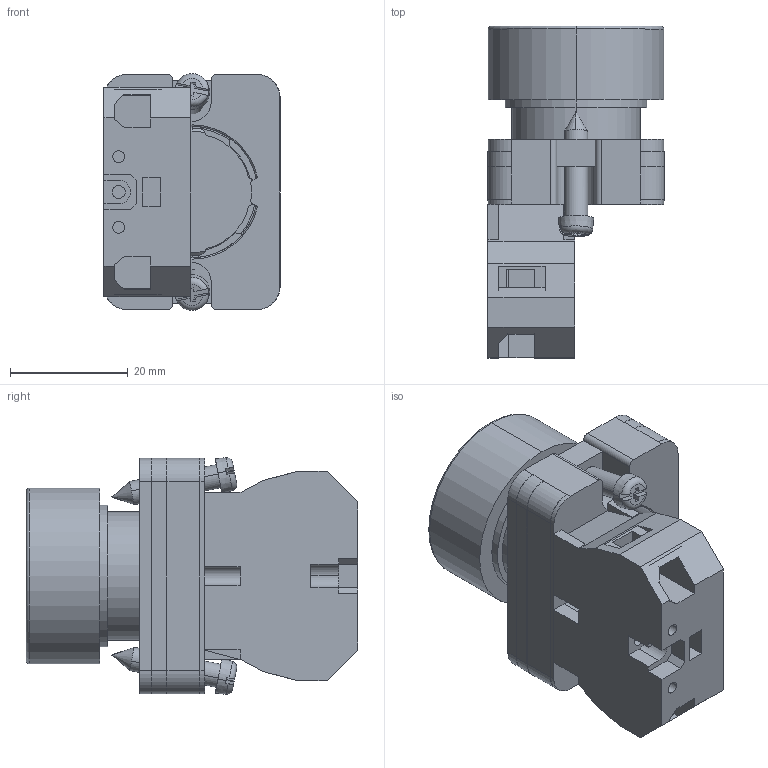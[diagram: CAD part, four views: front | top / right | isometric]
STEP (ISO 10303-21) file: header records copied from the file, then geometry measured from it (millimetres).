
FILE_DESCRIPTION (( 'STEP AP214' ), '1' );
FILE_NAME ('GCX3106.step', '2016-06-20T21:06:01', ( '' ), ( '' ), 'SwSTEP 2.0', 'SolidWorks 2016', '' );
FILE_SCHEMA (( 'AUTOMOTIVE_DESIGN' ));
Length unit declared in the file: inch
Products named in the file (4): GCX3106 OPERATOR; ecx1030; ECX3029-2; GCX3106
Assembly tree (3 placements, depth 2):
  GCX3106
    ECX3029-2
    ecx1030
    GCX3106 OPERATOR
Bounding box: 29.91 x 56.3 x 40.16 mm (x, y, z)
Volume: 28524.7 mm3; surface area: 17512.5 mm2
Topology: 6 solids, 6 shells, 387 faces, 1056 edges, 698 vertices
Faces by surface type: plane 224, cylinder 136, cone 15, torus 12
Entity records: 12807 total; most frequent: CARTESIAN_POINT 2339, DIRECTION 2132, ORIENTED_EDGE 2104, EDGE_CURVE 1052, AXIS2_PLACEMENT_3D 727, VERTEX_POINT 698, LINE 678, VECTOR 678
